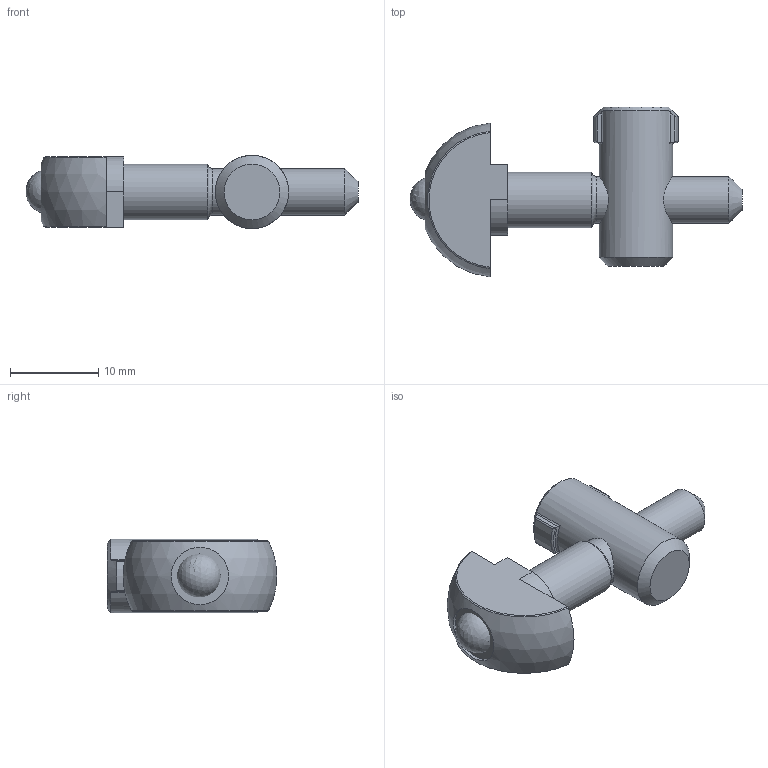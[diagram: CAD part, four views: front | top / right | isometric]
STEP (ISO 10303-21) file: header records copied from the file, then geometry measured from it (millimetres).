
FILE_DESCRIPTION(/* description */ (''),/* implementation_level */ '2;1');
FILE_NAME(/* name */ '13043_KriTec_Zentralverbinder_8_Raster_30_einschwenkbar.stp',/* time_stamp */ '2016-06-14T16:55:09+02:00',/* author */ ('kostic'),/* organization */ (''),/* preprocessor_version */ 'ST-DEVELOPER v16.1',/* originating_system */ 'Autodesk Inventor 2016',/* authorisation */ '');
FILE_SCHEMA (('AUTOMOTIVE_DESIGN { 1 0 10303 214 3 1 1 }'));
Length unit declared in the file: millimetre
Products named in the file (6): Kopf_Zentralverbinder_5_einschwenkbar; Kugel; Kopf_Zentralverbinder_6_auf_5_einschwenkbar_kpl.; Querriegel_Zentralverbinder_5; DIN 914 - M5 x 10; 13043_KriTec_Zentralverbinder_8_Raster_30_einschwenkbar
Assembly tree (5 placements, depth 3):
  13043_KriTec_Zentralverbinder_8_Raster_30_einschwenkbar
    Kopf_Zentralverbinder_6_auf_5_einschwenkbar_kpl.
      Kopf_Zentralverbinder_5_einschwenkbar
      Kugel
    Querriegel_Zentralverbinder_5
    DIN 914 - M5 x 10
Bounding box: 37.57 x 19.2 x 8.29 mm (x, y, z)
Volume: 2430.5 mm3; surface area: 2004.6 mm2
Topology: 4 solids, 4 shells, 59 faces, 153 edges, 100 vertices
Faces by surface type: plane 24, cylinder 19, cone 9, torus 5, sphere 2
Full cylindrical faces by diameter (mm): 4.134 x1, 5 x1, 5.3 x1, 5.5 x1, 6.3 x1, 6.5 x1, 8.3 x1
Entity records: 1999 total; most frequent: CARTESIAN_POINT 600, DIRECTION 264, ORIENTED_EDGE 254, EDGE_CURVE 127, AXIS2_PLACEMENT_3D 108, VERTEX_POINT 92, EDGE_LOOP 79, FACE_OUTER_BOUND 59
